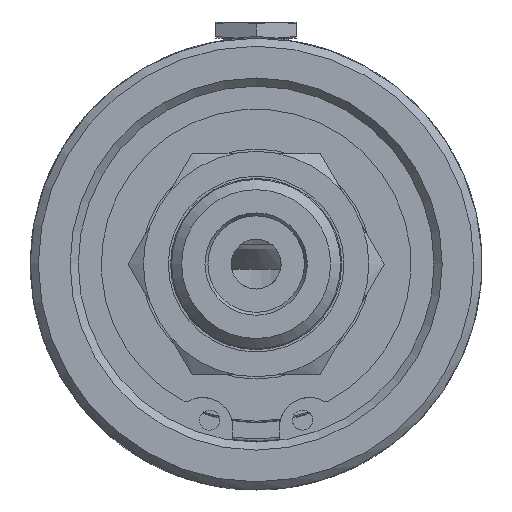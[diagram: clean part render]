
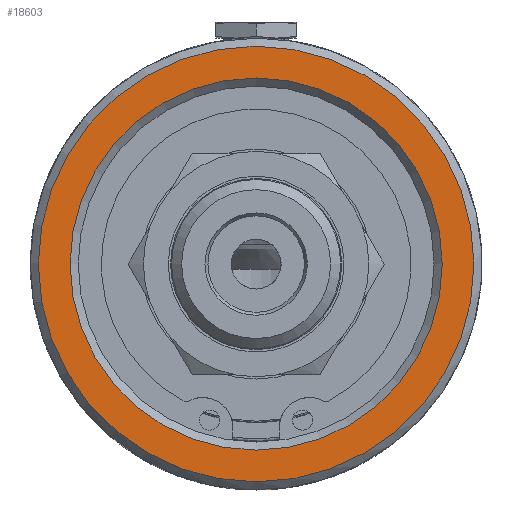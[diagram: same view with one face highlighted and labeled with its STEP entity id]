
A CAD part, left-side view. The second image highlights one B-rep face of the part: STEP entity #18603.
In plain terms, the highlighted planar face has unit normal (-1, 0, 0).
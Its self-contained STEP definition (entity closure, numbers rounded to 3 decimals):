
#18569=CARTESIAN_POINT('',(26.36,0.,21.45));
#18570=VERTEX_POINT('',#18569);
#18571=CARTESIAN_POINT('',(26.36,0.0,0.));
#18572=DIRECTION('',(1.0,0.0,0.0));
#18573=DIRECTION('',(0.0,0.0,-1.0));
#18574=AXIS2_PLACEMENT_3D('',#18571,#18572,#18573);
#18575=CIRCLE('',#18574,21.45);
#18576=EDGE_CURVE('',#18570,#18570,#18575,.T.);
#18584=CARTESIAN_POINT('',(26.36,0.0,-22.25));
#18585=DIRECTION('',(1.0,0.0,0.0));
#18586=DIRECTION('',(0.0,0.0,-1.0));
#18587=AXIS2_PLACEMENT_3D('',#18584,#18585,#18586);
#18588=PLANE('',#18587);
#18589=ORIENTED_EDGE('',*,*,#18576,.F.);
#18590=EDGE_LOOP('',(#18589));
#18591=FACE_OUTER_BOUND('',#18590,.T.);
#18592=CARTESIAN_POINT('',(26.36,0.,18.325));
#18593=VERTEX_POINT('',#18592);
#18594=CARTESIAN_POINT('',(26.36,0.0,0.));
#18595=DIRECTION('',(-1.0,0.0,0.0));
#18596=DIRECTION('',(0.0,0.0,-1.0));
#18597=AXIS2_PLACEMENT_3D('',#18594,#18595,#18596);
#18598=CIRCLE('',#18597,18.325);
#18599=EDGE_CURVE('',#18593,#18593,#18598,.T.);
#18600=ORIENTED_EDGE('',*,*,#18599,.F.);
#18601=EDGE_LOOP('',(#18600));
#18602=FACE_BOUND('',#18601,.T.);
#18603=ADVANCED_FACE('',(#18591,#18602),#18588,.F.);
